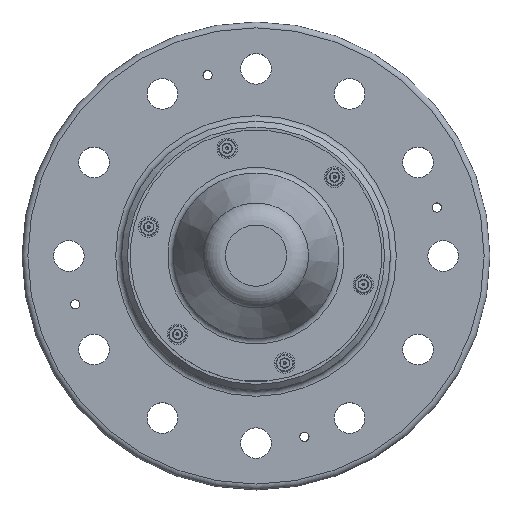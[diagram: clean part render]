
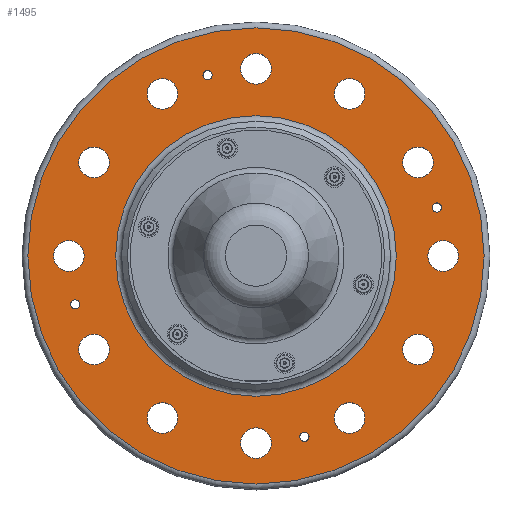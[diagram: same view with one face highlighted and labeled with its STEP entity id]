
A CAD part, top view. The second image highlights one B-rep face of the part: STEP entity #1495.
In plain terms, the highlighted planar face has unit normal (0, 0, 1).
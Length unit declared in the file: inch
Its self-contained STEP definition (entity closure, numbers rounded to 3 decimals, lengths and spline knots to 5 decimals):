
#111=PLANE('',#1736);
#227=FACE_BOUND('',#524,.T.);
#228=FACE_BOUND('',#525,.T.);
#229=FACE_BOUND('',#526,.T.);
#230=FACE_BOUND('',#527,.T.);
#231=FACE_BOUND('',#528,.T.);
#232=FACE_BOUND('',#529,.T.);
#233=FACE_BOUND('',#530,.T.);
#234=FACE_BOUND('',#531,.T.);
#235=FACE_BOUND('',#532,.T.);
#236=FACE_BOUND('',#533,.T.);
#237=FACE_BOUND('',#534,.T.);
#238=FACE_BOUND('',#535,.T.);
#239=FACE_BOUND('',#536,.T.);
#240=FACE_BOUND('',#537,.T.);
#241=FACE_BOUND('',#538,.T.);
#242=FACE_BOUND('',#539,.T.);
#243=FACE_BOUND('',#540,.T.);
#350=FACE_OUTER_BOUND('',#523,.T.);
#523=EDGE_LOOP('',(#1195));
#524=EDGE_LOOP('',(#1196));
#525=EDGE_LOOP('',(#1197));
#526=EDGE_LOOP('',(#1198));
#527=EDGE_LOOP('',(#1199));
#528=EDGE_LOOP('',(#1200));
#529=EDGE_LOOP('',(#1201));
#530=EDGE_LOOP('',(#1202));
#531=EDGE_LOOP('',(#1203));
#532=EDGE_LOOP('',(#1204));
#533=EDGE_LOOP('',(#1205));
#534=EDGE_LOOP('',(#1206));
#535=EDGE_LOOP('',(#1207));
#536=EDGE_LOOP('',(#1208));
#537=EDGE_LOOP('',(#1209));
#538=EDGE_LOOP('',(#1210));
#539=EDGE_LOOP('',(#1211));
#540=EDGE_LOOP('',(#1212));
#675=CIRCLE('',#1634,0.098);
#677=CIRCLE('',#1637,0.098);
#679=CIRCLE('',#1640,0.098);
#681=CIRCLE('',#1643,0.098);
#707=CIRCLE('',#1693,0.328);
#709=CIRCLE('',#1696,0.328);
#711=CIRCLE('',#1699,0.328);
#713=CIRCLE('',#1702,0.328);
#715=CIRCLE('',#1705,0.328);
#717=CIRCLE('',#1708,0.328);
#719=CIRCLE('',#1711,0.328);
#721=CIRCLE('',#1714,0.328);
#723=CIRCLE('',#1717,0.328);
#725=CIRCLE('',#1720,0.328);
#727=CIRCLE('',#1723,0.328);
#729=CIRCLE('',#1726,0.328);
#734=CIRCLE('',#1735,4.875);
#735=CIRCLE('',#1737,2.9985);
#803=VERTEX_POINT('',#2412);
#805=VERTEX_POINT('',#2417);
#807=VERTEX_POINT('',#2422);
#809=VERTEX_POINT('',#2427);
#835=VERTEX_POINT('',#2503);
#837=VERTEX_POINT('',#2508);
#839=VERTEX_POINT('',#2513);
#841=VERTEX_POINT('',#2518);
#843=VERTEX_POINT('',#2523);
#845=VERTEX_POINT('',#2528);
#847=VERTEX_POINT('',#2533);
#849=VERTEX_POINT('',#2538);
#851=VERTEX_POINT('',#2543);
#853=VERTEX_POINT('',#2548);
#855=VERTEX_POINT('',#2553);
#857=VERTEX_POINT('',#2558);
#862=VERTEX_POINT('',#2572);
#863=VERTEX_POINT('',#2575);
#940=EDGE_CURVE('',#803,#803,#675,.T.);
#942=EDGE_CURVE('',#805,#805,#677,.T.);
#944=EDGE_CURVE('',#807,#807,#679,.T.);
#946=EDGE_CURVE('',#809,#809,#681,.T.);
#972=EDGE_CURVE('',#835,#835,#707,.T.);
#974=EDGE_CURVE('',#837,#837,#709,.T.);
#976=EDGE_CURVE('',#839,#839,#711,.T.);
#978=EDGE_CURVE('',#841,#841,#713,.T.);
#980=EDGE_CURVE('',#843,#843,#715,.T.);
#982=EDGE_CURVE('',#845,#845,#717,.T.);
#984=EDGE_CURVE('',#847,#847,#719,.T.);
#986=EDGE_CURVE('',#849,#849,#721,.T.);
#988=EDGE_CURVE('',#851,#851,#723,.T.);
#990=EDGE_CURVE('',#853,#853,#725,.T.);
#992=EDGE_CURVE('',#855,#855,#727,.T.);
#994=EDGE_CURVE('',#857,#857,#729,.T.);
#999=EDGE_CURVE('',#862,#862,#734,.T.);
#1000=EDGE_CURVE('',#863,#863,#735,.T.);
#1195=ORIENTED_EDGE('',*,*,#999,.F.);
#1196=ORIENTED_EDGE('',*,*,#940,.T.);
#1197=ORIENTED_EDGE('',*,*,#942,.T.);
#1198=ORIENTED_EDGE('',*,*,#944,.T.);
#1199=ORIENTED_EDGE('',*,*,#946,.T.);
#1200=ORIENTED_EDGE('',*,*,#972,.T.);
#1201=ORIENTED_EDGE('',*,*,#974,.T.);
#1202=ORIENTED_EDGE('',*,*,#976,.T.);
#1203=ORIENTED_EDGE('',*,*,#978,.T.);
#1204=ORIENTED_EDGE('',*,*,#980,.T.);
#1205=ORIENTED_EDGE('',*,*,#982,.T.);
#1206=ORIENTED_EDGE('',*,*,#984,.T.);
#1207=ORIENTED_EDGE('',*,*,#986,.T.);
#1208=ORIENTED_EDGE('',*,*,#988,.T.);
#1209=ORIENTED_EDGE('',*,*,#990,.T.);
#1210=ORIENTED_EDGE('',*,*,#992,.T.);
#1211=ORIENTED_EDGE('',*,*,#994,.T.);
#1212=ORIENTED_EDGE('',*,*,#1000,.F.);
#1495=ADVANCED_FACE('',(#350,#227,#228,#229,#230,#231,#232,#233,#234,#235,
#236,#237,#238,#239,#240,#241,#242,#243),#111,.F.);
#1634=AXIS2_PLACEMENT_3D('',#2413,#1893,#1894);
#1637=AXIS2_PLACEMENT_3D('',#2418,#1899,#1900);
#1640=AXIS2_PLACEMENT_3D('',#2423,#1905,#1906);
#1643=AXIS2_PLACEMENT_3D('',#2428,#1911,#1912);
#1693=AXIS2_PLACEMENT_3D('',#2504,#2011,#2012);
#1696=AXIS2_PLACEMENT_3D('',#2509,#2017,#2018);
#1699=AXIS2_PLACEMENT_3D('',#2514,#2023,#2024);
#1702=AXIS2_PLACEMENT_3D('',#2519,#2029,#2030);
#1705=AXIS2_PLACEMENT_3D('',#2524,#2035,#2036);
#1708=AXIS2_PLACEMENT_3D('',#2529,#2041,#2042);
#1711=AXIS2_PLACEMENT_3D('',#2534,#2047,#2048);
#1714=AXIS2_PLACEMENT_3D('',#2539,#2053,#2054);
#1717=AXIS2_PLACEMENT_3D('',#2544,#2059,#2060);
#1720=AXIS2_PLACEMENT_3D('',#2549,#2065,#2066);
#1723=AXIS2_PLACEMENT_3D('',#2554,#2071,#2072);
#1726=AXIS2_PLACEMENT_3D('',#2559,#2077,#2078);
#1735=AXIS2_PLACEMENT_3D('',#2573,#2095,#2096);
#1736=AXIS2_PLACEMENT_3D('',#2574,#2097,#2098);
#1737=AXIS2_PLACEMENT_3D('',#2576,#2099,#2100);
#1893=DIRECTION('center_axis',(0.,0.,-1.));
#1894=DIRECTION('ref_axis',(1.,0.,0.));
#1899=DIRECTION('center_axis',(0.,0.,-1.));
#1900=DIRECTION('ref_axis',(1.,0.,0.));
#1905=DIRECTION('center_axis',(0.,0.,-1.));
#1906=DIRECTION('ref_axis',(1.,0.,0.));
#1911=DIRECTION('center_axis',(0.,0.,-1.));
#1912=DIRECTION('ref_axis',(1.,0.,0.));
#2011=DIRECTION('center_axis',(0.,0.,-1.));
#2012=DIRECTION('ref_axis',(-1.,0.,0.));
#2017=DIRECTION('center_axis',(0.,0.,-1.));
#2018=DIRECTION('ref_axis',(-1.,0.,0.));
#2023=DIRECTION('center_axis',(0.,0.,-1.));
#2024=DIRECTION('ref_axis',(-1.,0.,0.));
#2029=DIRECTION('center_axis',(0.,0.,-1.));
#2030=DIRECTION('ref_axis',(-1.,0.,0.));
#2035=DIRECTION('center_axis',(0.,0.,-1.));
#2036=DIRECTION('ref_axis',(-1.,0.,0.));
#2041=DIRECTION('center_axis',(0.,0.,-1.));
#2042=DIRECTION('ref_axis',(-1.,0.,0.));
#2047=DIRECTION('center_axis',(0.,0.,-1.));
#2048=DIRECTION('ref_axis',(-1.,0.,0.));
#2053=DIRECTION('center_axis',(0.,0.,-1.));
#2054=DIRECTION('ref_axis',(-1.,0.,0.));
#2059=DIRECTION('center_axis',(0.,0.,-1.));
#2060=DIRECTION('ref_axis',(-1.,0.,0.));
#2065=DIRECTION('center_axis',(0.,0.,-1.));
#2066=DIRECTION('ref_axis',(-1.,0.,0.));
#2071=DIRECTION('center_axis',(0.,0.,-1.));
#2072=DIRECTION('ref_axis',(-1.,0.,0.));
#2077=DIRECTION('center_axis',(0.,0.,-1.));
#2078=DIRECTION('ref_axis',(-1.,0.,0.));
#2095=DIRECTION('center_axis',(0.,0.,-1.));
#2096=DIRECTION('ref_axis',(-1.,0.,0.));
#2097=DIRECTION('center_axis',(0.,0.,-1.));
#2098=DIRECTION('ref_axis',(-1.,0.,0.));
#2099=DIRECTION('center_axis',(0.,0.,1.));
#2100=DIRECTION('ref_axis',(-1.,0.,0.));
#2412=CARTESIAN_POINT('',(1.13328,-3.8637,1.));
#2413=CARTESIAN_POINT('Origin',(1.03528,-3.8637,1.));
#2417=CARTESIAN_POINT('',(-0.93728,3.8637,1.));
#2418=CARTESIAN_POINT('Origin',(-1.03528,3.8637,1.));
#2422=CARTESIAN_POINT('',(-3.7657,-1.03528,1.));
#2423=CARTESIAN_POINT('Origin',(-3.8637,-1.03528,1.));
#2427=CARTESIAN_POINT('',(3.9617,1.03528,1.));
#2428=CARTESIAN_POINT('Origin',(3.8637,1.03528,1.));
#2503=CARTESIAN_POINT('',(-1.672,3.4641,1.));
#2504=CARTESIAN_POINT('Origin',(-2.,3.4641,1.));
#2508=CARTESIAN_POINT('',(-3.1361,2.,1.));
#2509=CARTESIAN_POINT('Origin',(-3.4641,2.,1.));
#2513=CARTESIAN_POINT('',(-3.672,0.,1.));
#2514=CARTESIAN_POINT('Origin',(-4.,0.,1.));
#2518=CARTESIAN_POINT('',(-3.1361,-2.,1.));
#2519=CARTESIAN_POINT('Origin',(-3.4641,-2.,1.));
#2523=CARTESIAN_POINT('',(-1.672,-3.4641,1.));
#2524=CARTESIAN_POINT('Origin',(-2.,-3.4641,1.));
#2528=CARTESIAN_POINT('',(0.328,-4.,1.));
#2529=CARTESIAN_POINT('Origin',(0.,-4.,1.));
#2533=CARTESIAN_POINT('',(2.328,-3.4641,1.));
#2534=CARTESIAN_POINT('Origin',(2.,-3.4641,1.));
#2538=CARTESIAN_POINT('',(3.7921,-2.,1.));
#2539=CARTESIAN_POINT('Origin',(3.4641,-2.,1.));
#2543=CARTESIAN_POINT('',(4.328,0.,1.));
#2544=CARTESIAN_POINT('Origin',(4.,0.,1.));
#2548=CARTESIAN_POINT('',(3.7921,2.,1.));
#2549=CARTESIAN_POINT('Origin',(3.4641,2.,1.));
#2553=CARTESIAN_POINT('',(2.328,3.4641,1.));
#2554=CARTESIAN_POINT('Origin',(2.,3.4641,1.));
#2558=CARTESIAN_POINT('',(0.328,4.,1.));
#2559=CARTESIAN_POINT('Origin',(0.,4.,1.));
#2572=CARTESIAN_POINT('',(4.875,0.,1.));
#2573=CARTESIAN_POINT('Origin',(0.,0.,1.));
#2574=CARTESIAN_POINT('Origin',(0.,0.,1.));
#2575=CARTESIAN_POINT('',(2.9985,0.,1.));
#2576=CARTESIAN_POINT('Origin',(0.,0.,1.));
